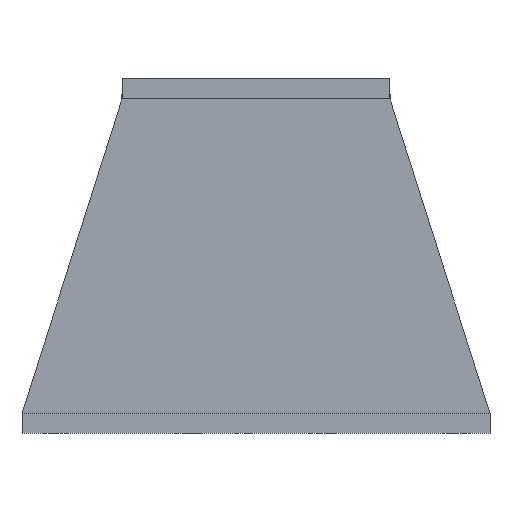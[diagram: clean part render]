
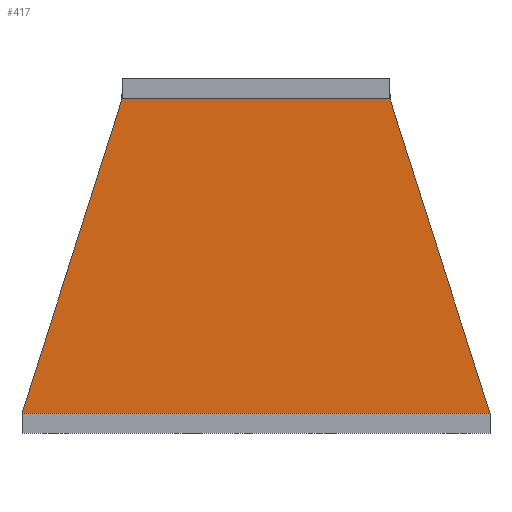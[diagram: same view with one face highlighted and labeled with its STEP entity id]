
A CAD part, front view. The second image highlights one B-rep face of the part: STEP entity #417.
In plain terms, the highlighted planar face has unit normal (0, -1, 0).
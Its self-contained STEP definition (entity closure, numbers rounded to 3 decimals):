
#33 = EDGE_CURVE ( 'NONE', #948, #800, #915, .T. ) ;
#39 = LINE ( 'NONE', #101, #1002 ) ;
#44 = AXIS2_PLACEMENT_3D ( 'NONE', #713, #294, #289 ) ;
#72 = CARTESIAN_POINT ( 'NONE',  ( 20., 4., 0. ) ) ;
#90 = CARTESIAN_POINT ( 'NONE',  ( -20., 4., 50. ) ) ;
#98 = CARTESIAN_POINT ( 'NONE',  ( -20.473, 4., 48.517 ) ) ;
#101 = CARTESIAN_POINT ( 'NONE',  ( -20., 4., 0. ) ) ;
#141 = PLANE ( 'NONE',  #693 ) ;
#142 = ORIENTED_EDGE ( 'NONE', *, *, #261, .F. ) ;
#153 = DIRECTION ( 'NONE',  ( 0., 0., 1. ) ) ;
#166 = CARTESIAN_POINT ( 'NONE',  ( 20.473, 4., 48.517 ) ) ;
#169 = VERTEX_POINT ( 'NONE', #166 ) ;
#192 = CARTESIAN_POINT ( 'NONE',  ( 20., 4., 51.557 ) ) ;
#201 = CARTESIAN_POINT ( 'NONE',  ( -20., 4., 51.557 ) ) ;
#219 = CARTESIAN_POINT ( 'NONE',  ( -35., 4., 3. ) ) ;
#236 = AXIS2_PLACEMENT_3D ( 'NONE', #481, #314, #651 ) ;
#261 = EDGE_CURVE ( 'NONE', #834, #948, #39, .T. ) ;
#289 = DIRECTION ( 'NONE',  ( -1., 0., 0. ) ) ;
#294 = DIRECTION ( 'NONE',  ( 0., 1., 0. ) ) ;
#314 = DIRECTION ( 'NONE',  ( 0., 1., 0. ) ) ;
#316 = VERTEX_POINT ( 'NONE', #192 ) ;
#331 = VECTOR ( 'NONE', #153, 1000. ) ;
#370 = VECTOR ( 'NONE', #697, 1000. ) ;
#373 = EDGE_CURVE ( 'NONE', #169, #316, #678, .T. ) ;
#383 = ORIENTED_EDGE ( 'NONE', *, *, #902, .T. ) ;
#396 = LINE ( 'NONE', #457, #370 ) ;
#400 = LINE ( 'NONE', #219, #716 ) ;
#417 = ADVANCED_FACE ( 'NONE', ( #782 ), #141, .F. ) ;
#445 = VERTEX_POINT ( 'NONE', #727 ) ;
#452 = ORIENTED_EDGE ( 'NONE', *, *, #33, .F. ) ;
#457 = CARTESIAN_POINT ( 'NONE',  ( 35., 4., 3. ) ) ;
#458 = CIRCLE ( 'NONE', #44, 10. ) ;
#481 = CARTESIAN_POINT ( 'NONE',  ( 30., 4., 51.557 ) ) ;
#484 = DIRECTION ( 'NONE',  ( 0., 1., 0. ) ) ;
#489 = ORIENTED_EDGE ( 'NONE', *, *, #543, .F. ) ;
#505 = ORIENTED_EDGE ( 'NONE', *, *, #967, .F. ) ;
#514 = DIRECTION ( 'NONE',  ( 1., 0., 0. ) ) ;
#522 = DIRECTION ( 'NONE',  ( 1., 0., 0. ) ) ;
#524 = ORIENTED_EDGE ( 'NONE', *, *, #786, .T. ) ;
#543 = EDGE_CURVE ( 'NONE', #800, #316, #1034, .T. ) ;
#637 = VERTEX_POINT ( 'NONE', #98 ) ;
#651 = DIRECTION ( 'NONE',  ( -1., 0., 0. ) ) ;
#653 = DIRECTION ( 'NONE',  ( 0.304, 0., 0.953 ) ) ;
#678 = CIRCLE ( 'NONE', #236, 10. ) ;
#690 = CARTESIAN_POINT ( 'NONE',  ( 20., 4., 50. ) ) ;
#693 = AXIS2_PLACEMENT_3D ( 'NONE', #1047, #484, #962 ) ;
#697 = DIRECTION ( 'NONE',  ( 0.304, 0., -0.953 ) ) ;
#709 = DIRECTION ( 'NONE',  ( 0., 0., -1. ) ) ;
#713 = CARTESIAN_POINT ( 'NONE',  ( -30., 4., 51.557 ) ) ;
#716 = VECTOR ( 'NONE', #653, 1000. ) ;
#727 = CARTESIAN_POINT ( 'NONE',  ( -35., 4., 3. ) ) ;
#732 = CARTESIAN_POINT ( 'NONE',  ( 35., 4., 3. ) ) ;
#746 = ORIENTED_EDGE ( 'NONE', *, *, #373, .T. ) ;
#764 = VECTOR ( 'NONE', #522, 1000. ) ;
#782 = FACE_OUTER_BOUND ( 'NONE', #787, .T. ) ;
#786 = EDGE_CURVE ( 'NONE', #445, #934, #980, .T. ) ;
#787 = EDGE_LOOP ( 'NONE', ( #505, #524, #1015, #746, #489, #452, #142, #383 ) ) ;
#800 = VERTEX_POINT ( 'NONE', #690 ) ;
#809 = CARTESIAN_POINT ( 'NONE',  ( -20., 4., 50. ) ) ;
#820 = EDGE_CURVE ( 'NONE', #169, #934, #396, .T. ) ;
#834 = VERTEX_POINT ( 'NONE', #201 ) ;
#902 = EDGE_CURVE ( 'NONE', #834, #637, #458, .T. ) ;
#915 = LINE ( 'NONE', #90, #1065 ) ;
#934 = VERTEX_POINT ( 'NONE', #732 ) ;
#938 = CARTESIAN_POINT ( 'NONE',  ( 0., 4., 3. ) ) ;
#948 = VERTEX_POINT ( 'NONE', #809 ) ;
#962 = DIRECTION ( 'NONE',  ( -1., 0., 0. ) ) ;
#967 = EDGE_CURVE ( 'NONE', #445, #637, #400, .T. ) ;
#980 = LINE ( 'NONE', #938, #764 ) ;
#1002 = VECTOR ( 'NONE', #709, 1000. ) ;
#1015 = ORIENTED_EDGE ( 'NONE', *, *, #820, .F. ) ;
#1034 = LINE ( 'NONE', #72, #331 ) ;
#1047 = CARTESIAN_POINT ( 'NONE',  ( 0., 4., 0. ) ) ;
#1065 = VECTOR ( 'NONE', #514, 1000. ) ;
